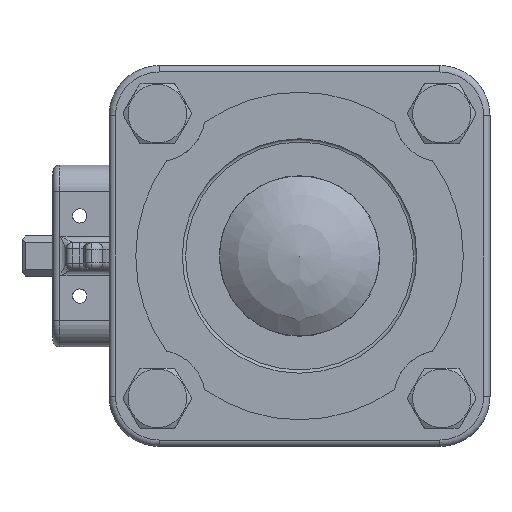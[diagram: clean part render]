
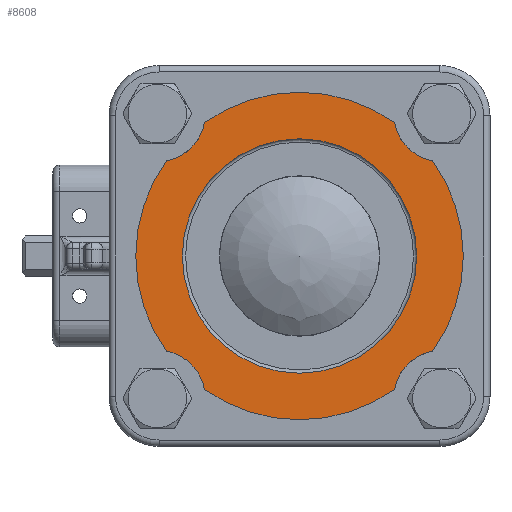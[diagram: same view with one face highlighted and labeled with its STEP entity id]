
A CAD part, left-side view. The second image highlights one B-rep face of the part: STEP entity #8608.
In plain terms, the highlighted planar face has unit normal (-1, 0, 0).
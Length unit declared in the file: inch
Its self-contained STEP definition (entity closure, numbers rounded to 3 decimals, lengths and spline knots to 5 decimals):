
#602=FACE_BOUND('',#2754,.T.);
#698=PLANE('',#9902);
#2195=FACE_OUTER_BOUND('',#2753,.T.);
#2753=EDGE_LOOP('',(#7749,#7750,#7751,#7752,#7753,#7754,#7755,#7756));
#2754=EDGE_LOOP('',(#7757,#7758));
#3291=CIRCLE('',#9814,1.095);
#3292=CIRCLE('',#9815,1.095);
#3306=CIRCLE('',#9834,0.45);
#3312=CIRCLE('',#9843,0.45);
#3314=CIRCLE('',#9847,0.45);
#3341=CIRCLE('',#9889,0.45);
#3342=CIRCLE('',#9891,1.53);
#3343=CIRCLE('',#9893,1.53);
#3344=CIRCLE('',#9895,1.53);
#3345=CIRCLE('',#9903,1.53);
#4076=VERTEX_POINT('',#18249);
#4077=VERTEX_POINT('',#18251);
#4094=VERTEX_POINT('',#18335);
#4095=VERTEX_POINT('',#18337);
#4104=VERTEX_POINT('',#18411);
#4105=VERTEX_POINT('',#18413);
#4108=VERTEX_POINT('',#18445);
#4109=VERTEX_POINT('',#18447);
#4132=VERTEX_POINT('',#18534);
#4133=VERTEX_POINT('',#18536);
#5275=EDGE_CURVE('',#4077,#4076,#3291,.T.);
#5276=EDGE_CURVE('',#4076,#4077,#3292,.T.);
#5296=EDGE_CURVE('',#4095,#4094,#3306,.T.);
#5310=EDGE_CURVE('',#4105,#4104,#3312,.T.);
#5316=EDGE_CURVE('',#4109,#4108,#3314,.T.);
#5355=EDGE_CURVE('',#4133,#4132,#3341,.T.);
#5357=EDGE_CURVE('',#4133,#4108,#3342,.T.);
#5358=EDGE_CURVE('',#4109,#4104,#3343,.T.);
#5359=EDGE_CURVE('',#4105,#4094,#3344,.T.);
#5365=EDGE_CURVE('',#4095,#4132,#3345,.T.);
#7749=ORIENTED_EDGE('',*,*,#5355,.T.);
#7750=ORIENTED_EDGE('',*,*,#5365,.F.);
#7751=ORIENTED_EDGE('',*,*,#5296,.T.);
#7752=ORIENTED_EDGE('',*,*,#5359,.F.);
#7753=ORIENTED_EDGE('',*,*,#5310,.T.);
#7754=ORIENTED_EDGE('',*,*,#5358,.F.);
#7755=ORIENTED_EDGE('',*,*,#5316,.T.);
#7756=ORIENTED_EDGE('',*,*,#5357,.F.);
#7757=ORIENTED_EDGE('',*,*,#5275,.T.);
#7758=ORIENTED_EDGE('',*,*,#5276,.T.);
#8608=ADVANCED_FACE('',(#2195,#602),#698,.T.);
#9814=AXIS2_PLACEMENT_3D('',#18252,#12163,#12164);
#9815=AXIS2_PLACEMENT_3D('',#18253,#12165,#12166);
#9834=AXIS2_PLACEMENT_3D('',#18338,#12205,#12206);
#9843=AXIS2_PLACEMENT_3D('',#18414,#12226,#12227);
#9847=AXIS2_PLACEMENT_3D('',#18448,#12236,#12237);
#9889=AXIS2_PLACEMENT_3D('',#18537,#12331,#12332);
#9891=AXIS2_PLACEMENT_3D('',#18540,#12336,#12337);
#9893=AXIS2_PLACEMENT_3D('',#18542,#12340,#12341);
#9895=AXIS2_PLACEMENT_3D('',#18544,#12344,#12345);
#9902=AXIS2_PLACEMENT_3D('',#18556,#12363,#12364);
#9903=AXIS2_PLACEMENT_3D('',#18557,#12365,#12366);
#12163=DIRECTION('center_axis',(1.,0.,0.));
#12164=DIRECTION('ref_axis',(0.,1.,0.));
#12165=DIRECTION('center_axis',(1.,0.,0.));
#12166=DIRECTION('ref_axis',(0.,1.,0.));
#12205=DIRECTION('center_axis',(1.,0.,0.));
#12206=DIRECTION('ref_axis',(0.,0.,-1.));
#12226=DIRECTION('center_axis',(1.,0.,0.));
#12227=DIRECTION('ref_axis',(0.,0.,-1.));
#12236=DIRECTION('center_axis',(1.,0.,0.));
#12237=DIRECTION('ref_axis',(0.,0.,-1.));
#12331=DIRECTION('center_axis',(1.,0.,0.));
#12332=DIRECTION('ref_axis',(0.,0.,-1.));
#12336=DIRECTION('center_axis',(1.,0.,0.));
#12337=DIRECTION('ref_axis',(0.,1.,0.));
#12340=DIRECTION('center_axis',(1.,0.,0.));
#12341=DIRECTION('ref_axis',(0.,1.,0.));
#12344=DIRECTION('center_axis',(1.,0.,0.));
#12345=DIRECTION('ref_axis',(0.,1.,0.));
#12363=DIRECTION('center_axis',(-1.,0.,0.));
#12364=DIRECTION('ref_axis',(0.,0.,1.));
#12365=DIRECTION('center_axis',(1.,0.,0.));
#12366=DIRECTION('ref_axis',(0.,1.,0.));
#18249=CARTESIAN_POINT('',(-1.79,-1.095,0.));
#18251=CARTESIAN_POINT('',(-1.79,1.095,0.));
#18252=CARTESIAN_POINT('Origin',(-1.79,0.,0.));
#18253=CARTESIAN_POINT('Origin',(-1.79,0.,0.));
#18335=CARTESIAN_POINT('',(-1.79,-1.24663,-0.88703));
#18337=CARTESIAN_POINT('',(-1.79,-0.88703,-1.24663));
#18338=CARTESIAN_POINT('Origin',(-1.79,-1.32936,-1.32936));
#18411=CARTESIAN_POINT('',(-1.79,-0.88703,1.24663));
#18413=CARTESIAN_POINT('',(-1.79,-1.24663,0.88703));
#18414=CARTESIAN_POINT('Origin',(-1.79,-1.32936,1.32936));
#18445=CARTESIAN_POINT('',(-1.79,1.24663,0.88703));
#18447=CARTESIAN_POINT('',(-1.79,0.88703,1.24663));
#18448=CARTESIAN_POINT('Origin',(-1.79,1.32936,1.32936));
#18534=CARTESIAN_POINT('',(-1.79,0.88703,-1.24663));
#18536=CARTESIAN_POINT('',(-1.79,1.24663,-0.88703));
#18537=CARTESIAN_POINT('Origin',(-1.79,1.32936,-1.32936));
#18540=CARTESIAN_POINT('Origin',(-1.79,0.,0.));
#18542=CARTESIAN_POINT('Origin',(-1.79,0.,0.));
#18544=CARTESIAN_POINT('Origin',(-1.79,0.,0.));
#18556=CARTESIAN_POINT('Origin',(-1.79,1.3125,0.));
#18557=CARTESIAN_POINT('Origin',(-1.79,0.,0.));
